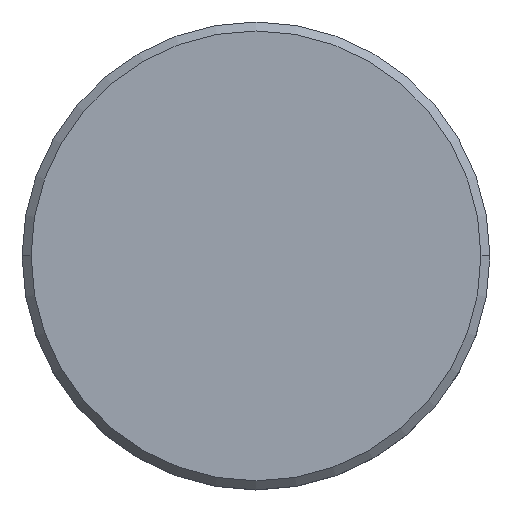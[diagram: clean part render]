
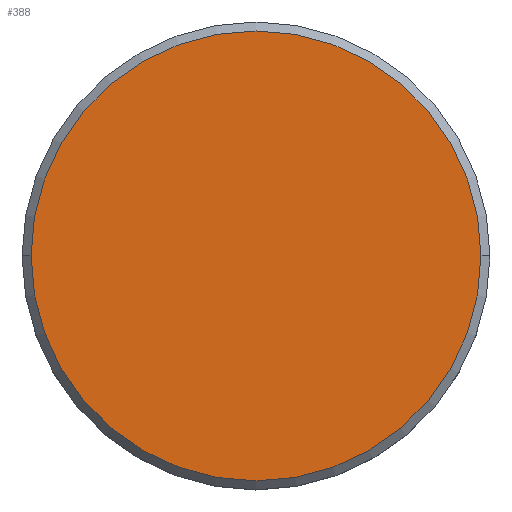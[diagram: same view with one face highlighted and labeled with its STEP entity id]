
A CAD part, top view. The second image highlights one B-rep face of the part: STEP entity #388.
In plain terms, the highlighted planar face has unit normal (0, 0, 1).
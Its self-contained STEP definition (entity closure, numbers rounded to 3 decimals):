
#110 = ORIENTED_EDGE ( 'NONE', *, *, #267, .T. ) ;
#131 = CARTESIAN_POINT ( 'NONE',  ( 12.5, 0., 0. ) ) ;
#192 = DIRECTION ( 'NONE',  ( 0., 0., 1. ) ) ;
#261 = AXIS2_PLACEMENT_3D ( 'NONE', #1087, #370, #898 ) ;
#267 = EDGE_CURVE ( 'NONE', #1024, #791, #890, .T. ) ;
#270 = DIRECTION ( 'NONE',  ( 1., 0., 0. ) ) ;
#275 = CARTESIAN_POINT ( 'NONE',  ( -12.5, 0., 0. ) ) ;
#280 = AXIS2_PLACEMENT_3D ( 'NONE', #1011, #192, #839 ) ;
#339 = AXIS2_PLACEMENT_3D ( 'NONE', #1085, #1013, #270 ) ;
#363 = EDGE_LOOP ( 'NONE', ( #110, #488 ) ) ;
#370 = DIRECTION ( 'NONE',  ( 0., 0., 1. ) ) ;
#388 = ADVANCED_FACE ( 'NONE', ( #1172 ), #727, .T. ) ;
#488 = ORIENTED_EDGE ( 'NONE', *, *, #724, .T. ) ;
#724 = EDGE_CURVE ( 'NONE', #791, #1024, #1056, .T. ) ;
#727 = PLANE ( 'NONE',  #261 ) ;
#791 = VERTEX_POINT ( 'NONE', #131 ) ;
#839 = DIRECTION ( 'NONE',  ( 1., 0., 0. ) ) ;
#890 = CIRCLE ( 'NONE', #339, 12.5 ) ;
#898 = DIRECTION ( 'NONE',  ( 1., 0., 0. ) ) ;
#1011 = CARTESIAN_POINT ( 'NONE',  ( 0., 0., 0. ) ) ;
#1013 = DIRECTION ( 'NONE',  ( 0., 0., 1. ) ) ;
#1024 = VERTEX_POINT ( 'NONE', #275 ) ;
#1056 = CIRCLE ( 'NONE', #280, 12.5 ) ;
#1085 = CARTESIAN_POINT ( 'NONE',  ( 0., 0., 0. ) ) ;
#1087 = CARTESIAN_POINT ( 'NONE',  ( 0., 0., 0. ) ) ;
#1172 = FACE_OUTER_BOUND ( 'NONE', #363, .T. ) ;
